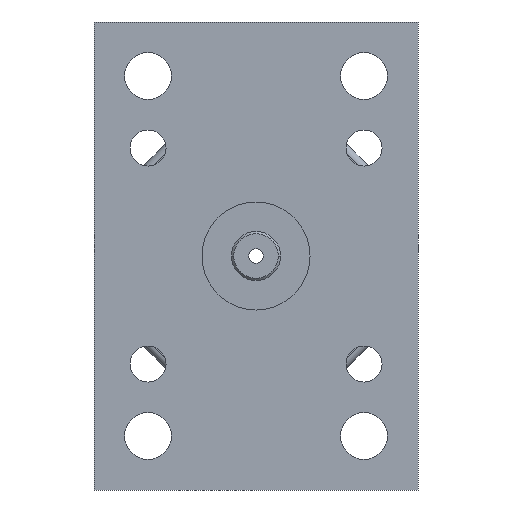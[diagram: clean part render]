
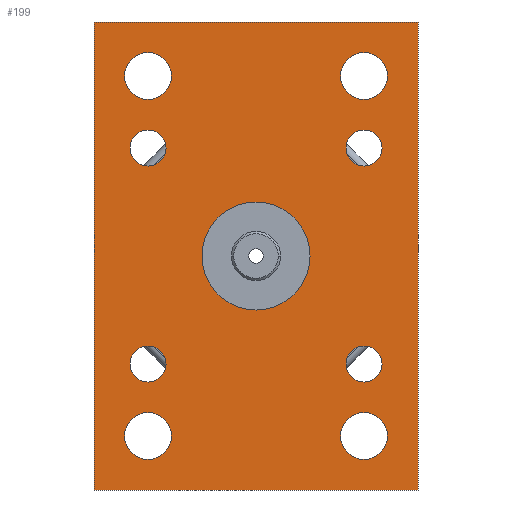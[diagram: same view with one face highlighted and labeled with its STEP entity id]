
A CAD part, left-side view. The second image highlights one B-rep face of the part: STEP entity #199.
In plain terms, the highlighted planar face has unit normal (-1, 0, 0).
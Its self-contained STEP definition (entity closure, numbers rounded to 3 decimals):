
#199=ADVANCED_FACE('',(#454,#455,#456,#457,#458,#459,#460,#461,#462,#463),#464,.F.);
#454=FACE_OUTER_BOUND('',#799,.T.);
#455=FACE_BOUND('',#800,.T.);
#456=FACE_BOUND('',#801,.T.);
#457=FACE_BOUND('',#802,.T.);
#458=FACE_BOUND('',#803,.T.);
#459=FACE_BOUND('',#804,.T.);
#460=FACE_BOUND('',#805,.T.);
#461=FACE_BOUND('',#806,.T.);
#462=FACE_BOUND('',#807,.T.);
#463=FACE_BOUND('',#808,.T.);
#464=PLANE('',#809);
#799=EDGE_LOOP('',(#1333,#1334,#1335,#1336));
#800=EDGE_LOOP('',(#1337,#1338));
#801=EDGE_LOOP('',(#1339,#1340));
#802=EDGE_LOOP('',(#1341,#1342));
#803=EDGE_LOOP('',(#1343,#1344));
#804=EDGE_LOOP('',(#1345,#1346));
#805=EDGE_LOOP('',(#1347,#1348));
#806=EDGE_LOOP('',(#1349,#1350));
#807=EDGE_LOOP('',(#1351,#1352));
#808=EDGE_LOOP('',(#1353,#1354));
#809=AXIS2_PLACEMENT_3D('',#1355,#1356,#1357);
#1333=ORIENTED_EDGE('',*,*,#2077,.F.);
#1334=ORIENTED_EDGE('',*,*,#2078,.F.);
#1335=ORIENTED_EDGE('',*,*,#2079,.F.);
#1336=ORIENTED_EDGE('',*,*,#2080,.F.);
#1337=ORIENTED_EDGE('',*,*,#2081,.F.);
#1338=ORIENTED_EDGE('',*,*,#1897,.F.);
#1339=ORIENTED_EDGE('',*,*,#2074,.F.);
#1340=ORIENTED_EDGE('',*,*,#2072,.F.);
#1341=ORIENTED_EDGE('',*,*,#2082,.F.);
#1342=ORIENTED_EDGE('',*,*,#2067,.F.);
#1343=ORIENTED_EDGE('',*,*,#2083,.F.);
#1344=ORIENTED_EDGE('',*,*,#2062,.F.);
#1345=ORIENTED_EDGE('',*,*,#2084,.F.);
#1346=ORIENTED_EDGE('',*,*,#2057,.F.);
#1347=ORIENTED_EDGE('',*,*,#2085,.T.);
#1348=ORIENTED_EDGE('',*,*,#2052,.T.);
#1349=ORIENTED_EDGE('',*,*,#2086,.T.);
#1350=ORIENTED_EDGE('',*,*,#2047,.T.);
#1351=ORIENTED_EDGE('',*,*,#2087,.T.);
#1352=ORIENTED_EDGE('',*,*,#2042,.T.);
#1353=ORIENTED_EDGE('',*,*,#2088,.T.);
#1354=ORIENTED_EDGE('',*,*,#2037,.T.);
#1355=CARTESIAN_POINT('',(0.0,0.0,0.0));
#1356=DIRECTION('',(1.0,0.,0.0));
#1357=DIRECTION('',(0.,-1.0,0.0));
#1897=EDGE_CURVE('',#2233,#2229,#2235,.T.);
#2037=EDGE_CURVE('',#2471,#2475,#2477,.T.);
#2042=EDGE_CURVE('',#2480,#2484,#2486,.T.);
#2047=EDGE_CURVE('',#2489,#2493,#2495,.T.);
#2052=EDGE_CURVE('',#2498,#2502,#2504,.T.);
#2057=EDGE_CURVE('',#2511,#2507,#2513,.T.);
#2062=EDGE_CURVE('',#2520,#2516,#2522,.T.);
#2067=EDGE_CURVE('',#2529,#2525,#2531,.T.);
#2072=EDGE_CURVE('',#2538,#2534,#2540,.T.);
#2074=EDGE_CURVE('',#2534,#2538,#2542,.T.);
#2077=EDGE_CURVE('',#2545,#2546,#2547,.T.);
#2078=EDGE_CURVE('',#2548,#2545,#2549,.T.);
#2079=EDGE_CURVE('',#2550,#2548,#2551,.T.);
#2080=EDGE_CURVE('',#2546,#2550,#2552,.T.);
#2081=EDGE_CURVE('',#2229,#2233,#2553,.T.);
#2082=EDGE_CURVE('',#2525,#2529,#2554,.T.);
#2083=EDGE_CURVE('',#2516,#2520,#2555,.T.);
#2084=EDGE_CURVE('',#2507,#2511,#2556,.T.);
#2085=EDGE_CURVE('',#2502,#2498,#2557,.T.);
#2086=EDGE_CURVE('',#2493,#2489,#2558,.T.);
#2087=EDGE_CURVE('',#2484,#2480,#2559,.T.);
#2088=EDGE_CURVE('',#2475,#2471,#2560,.T.);
#2229=VERTEX_POINT('',#2716);
#2233=VERTEX_POINT('',#2721);
#2235=CIRCLE('',#2724,7.5);
#2471=VERTEX_POINT('',#3006);
#2475=VERTEX_POINT('',#3011);
#2477=CIRCLE('',#3014,3.25);
#2480=VERTEX_POINT('',#3017);
#2484=VERTEX_POINT('',#3022);
#2486=CIRCLE('',#3025,3.25);
#2489=VERTEX_POINT('',#3028);
#2493=VERTEX_POINT('',#3033);
#2495=CIRCLE('',#3036,3.25);
#2498=VERTEX_POINT('',#3039);
#2502=VERTEX_POINT('',#3044);
#2504=CIRCLE('',#3047,3.25);
#2507=VERTEX_POINT('',#3050);
#2511=VERTEX_POINT('',#3055);
#2513=CIRCLE('',#3058,2.5);
#2516=VERTEX_POINT('',#3061);
#2520=VERTEX_POINT('',#3066);
#2522=CIRCLE('',#3069,2.5);
#2525=VERTEX_POINT('',#3072);
#2529=VERTEX_POINT('',#3077);
#2531=CIRCLE('',#3080,2.5);
#2534=VERTEX_POINT('',#3083);
#2538=VERTEX_POINT('',#3088);
#2540=CIRCLE('',#3091,2.5);
#2542=CIRCLE('',#3093,2.5);
#2545=VERTEX_POINT('',#3096);
#2546=VERTEX_POINT('',#3097);
#2547=LINE('',#3098,#3099);
#2548=VERTEX_POINT('',#3100);
#2549=LINE('',#3101,#3102);
#2550=VERTEX_POINT('',#3103);
#2551=LINE('',#3104,#3105);
#2552=LINE('',#3106,#3107);
#2553=CIRCLE('',#3108,7.5);
#2554=CIRCLE('',#3109,2.5);
#2555=CIRCLE('',#3110,2.5);
#2556=CIRCLE('',#3111,2.5);
#2557=CIRCLE('',#3112,3.25);
#2558=CIRCLE('',#3113,3.25);
#2559=CIRCLE('',#3114,3.25);
#2560=CIRCLE('',#3115,3.25);
#2716=CARTESIAN_POINT('',(0.0,0.0,7.5));
#2721=CARTESIAN_POINT('',(0.,0.,-7.5));
#2724=AXIS2_PLACEMENT_3D('',#3284,#3285,#3286);
#3006=CARTESIAN_POINT('',(0.,15.0,-21.75));
#3011=CARTESIAN_POINT('',(0.,15.0,-28.25));
#3014=AXIS2_PLACEMENT_3D('',#3524,#3525,#3526);
#3017=CARTESIAN_POINT('',(0.,15.0,28.25));
#3022=CARTESIAN_POINT('',(0.,15.0,21.75));
#3025=AXIS2_PLACEMENT_3D('',#3532,#3533,#3534);
#3028=CARTESIAN_POINT('',(0.,-15.0,28.25));
#3033=CARTESIAN_POINT('',(0.,-15.0,21.75));
#3036=AXIS2_PLACEMENT_3D('',#3540,#3541,#3542);
#3039=CARTESIAN_POINT('',(0.,-15.0,-21.75));
#3044=CARTESIAN_POINT('',(0.,-15.0,-28.25));
#3047=AXIS2_PLACEMENT_3D('',#3548,#3549,#3550);
#3050=CARTESIAN_POINT('',(0.,15.0,17.5));
#3055=CARTESIAN_POINT('',(0.,15.0,12.5));
#3058=AXIS2_PLACEMENT_3D('',#3556,#3557,#3558);
#3061=CARTESIAN_POINT('',(0.,-15.0,17.5));
#3066=CARTESIAN_POINT('',(0.,-15.0,12.5));
#3069=AXIS2_PLACEMENT_3D('',#3564,#3565,#3566);
#3072=CARTESIAN_POINT('',(0.,15.0,-12.5));
#3077=CARTESIAN_POINT('',(0.,15.0,-17.5));
#3080=AXIS2_PLACEMENT_3D('',#3572,#3573,#3574);
#3083=CARTESIAN_POINT('',(0.,-15.0,-12.5));
#3088=CARTESIAN_POINT('',(0.,-15.0,-17.5));
#3091=AXIS2_PLACEMENT_3D('',#3580,#3581,#3582);
#3093=AXIS2_PLACEMENT_3D('',#3583,#3584,#3585);
#3096=CARTESIAN_POINT('',(0.,-22.5,-32.5));
#3097=CARTESIAN_POINT('',(0.,22.5,-32.5));
#3098=CARTESIAN_POINT('',(0.,-22.5,-32.5));
#3099=VECTOR('',#3589,45.0);
#3100=CARTESIAN_POINT('',(0.,-22.5,32.5));
#3101=CARTESIAN_POINT('',(0.,-22.5,32.5));
#3102=VECTOR('',#3590,65.0);
#3103=CARTESIAN_POINT('',(0.,22.5,32.5));
#3104=CARTESIAN_POINT('',(0.,22.5,32.5));
#3105=VECTOR('',#3591,45.0);
#3106=CARTESIAN_POINT('',(0.,22.5,-32.5));
#3107=VECTOR('',#3592,65.0);
#3108=AXIS2_PLACEMENT_3D('',#3593,#3594,#3595);
#3109=AXIS2_PLACEMENT_3D('',#3596,#3597,#3598);
#3110=AXIS2_PLACEMENT_3D('',#3599,#3600,#3601);
#3111=AXIS2_PLACEMENT_3D('',#3602,#3603,#3604);
#3112=AXIS2_PLACEMENT_3D('',#3605,#3606,#3607);
#3113=AXIS2_PLACEMENT_3D('',#3608,#3609,#3610);
#3114=AXIS2_PLACEMENT_3D('',#3611,#3612,#3613);
#3115=AXIS2_PLACEMENT_3D('',#3614,#3615,#3616);
#3284=CARTESIAN_POINT('',(0.0,0.0,0.0));
#3285=DIRECTION('',(-1.0,0.,0.0));
#3286=DIRECTION('',(0.0,0.0,1.0));
#3524=CARTESIAN_POINT('',(0.,15.0,-25.0));
#3525=DIRECTION('',(1.0,0.,-0.0));
#3526=DIRECTION('',(0.0,0.0,1.0));
#3532=CARTESIAN_POINT('',(0.,15.0,25.0));
#3533=DIRECTION('',(1.0,0.,-0.0));
#3534=DIRECTION('',(0.0,0.0,1.0));
#3540=CARTESIAN_POINT('',(0.,-15.0,25.0));
#3541=DIRECTION('',(1.0,0.,-0.0));
#3542=DIRECTION('',(0.0,0.0,1.0));
#3548=CARTESIAN_POINT('',(0.,-15.0,-25.0));
#3549=DIRECTION('',(1.0,0.,-0.0));
#3550=DIRECTION('',(0.0,0.0,1.0));
#3556=CARTESIAN_POINT('',(0.,15.0,15.0));
#3557=DIRECTION('',(-1.0,0.,0.0));
#3558=DIRECTION('',(0.0,0.0,1.0));
#3564=CARTESIAN_POINT('',(0.,-15.0,15.0));
#3565=DIRECTION('',(-1.0,0.,0.0));
#3566=DIRECTION('',(0.0,0.0,1.0));
#3572=CARTESIAN_POINT('',(0.,15.0,-15.0));
#3573=DIRECTION('',(-1.0,0.,0.0));
#3574=DIRECTION('',(0.0,0.0,1.0));
#3580=CARTESIAN_POINT('',(0.,-15.0,-15.0));
#3581=DIRECTION('',(-1.0,0.,0.0));
#3582=DIRECTION('',(0.0,0.0,1.0));
#3583=CARTESIAN_POINT('',(0.,-15.0,-15.0));
#3584=DIRECTION('',(-1.0,0.,0.0));
#3585=DIRECTION('',(0.0,0.0,1.0));
#3589=DIRECTION('',(0.,1.0,0.0));
#3590=DIRECTION('',(0.0,0.0,-1.0));
#3591=DIRECTION('',(0.,-1.0,0.0));
#3592=DIRECTION('',(0.0,0.0,1.0));
#3593=CARTESIAN_POINT('',(0.0,0.0,0.0));
#3594=DIRECTION('',(-1.0,0.,0.0));
#3595=DIRECTION('',(0.0,0.0,1.0));
#3596=CARTESIAN_POINT('',(0.,15.0,-15.0));
#3597=DIRECTION('',(-1.0,0.,0.0));
#3598=DIRECTION('',(0.0,0.0,1.0));
#3599=CARTESIAN_POINT('',(0.,-15.0,15.0));
#3600=DIRECTION('',(-1.0,0.,0.0));
#3601=DIRECTION('',(0.0,0.0,1.0));
#3602=CARTESIAN_POINT('',(0.,15.0,15.0));
#3603=DIRECTION('',(-1.0,0.,0.0));
#3604=DIRECTION('',(0.0,0.0,1.0));
#3605=CARTESIAN_POINT('',(0.,-15.0,-25.0));
#3606=DIRECTION('',(1.0,0.,-0.0));
#3607=DIRECTION('',(0.0,0.0,1.0));
#3608=CARTESIAN_POINT('',(0.,-15.0,25.0));
#3609=DIRECTION('',(1.0,0.,-0.0));
#3610=DIRECTION('',(0.0,0.0,1.0));
#3611=CARTESIAN_POINT('',(0.,15.0,25.0));
#3612=DIRECTION('',(1.0,0.,-0.0));
#3613=DIRECTION('',(0.0,0.0,1.0));
#3614=CARTESIAN_POINT('',(0.,15.0,-25.0));
#3615=DIRECTION('',(1.0,0.,-0.0));
#3616=DIRECTION('',(0.0,0.0,1.0));
